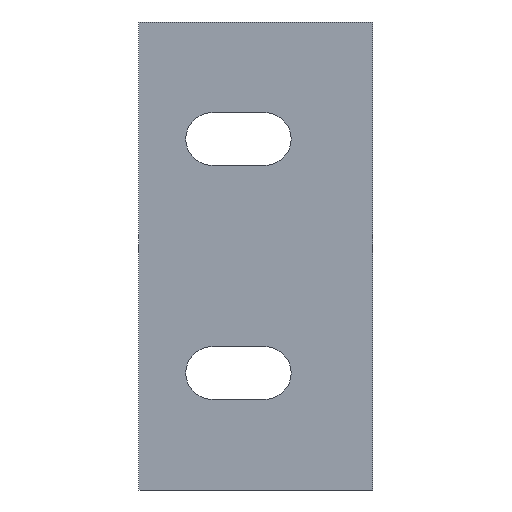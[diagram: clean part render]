
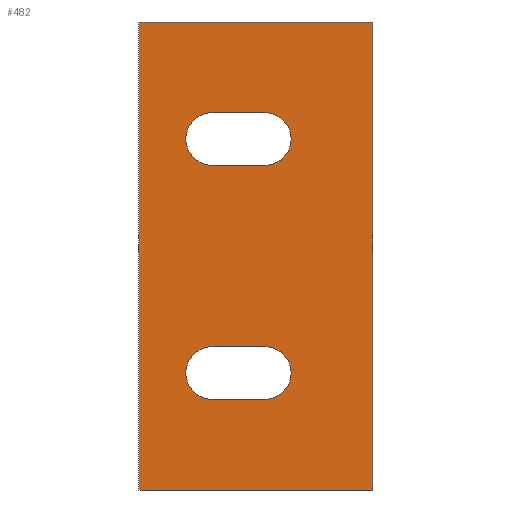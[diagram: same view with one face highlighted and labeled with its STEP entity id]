
A CAD part, front view. The second image highlights one B-rep face of the part: STEP entity #482.
In plain terms, the highlighted planar face has unit normal (0, -1, 0).
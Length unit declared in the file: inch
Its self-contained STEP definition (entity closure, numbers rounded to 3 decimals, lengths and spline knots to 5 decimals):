
#21=FACE_BOUND('',#91,.T.);
#22=FACE_BOUND('',#92,.T.);
#36=PLANE('',#544);
#60=FACE_OUTER_BOUND('',#90,.T.);
#90=EDGE_LOOP('',(#429,#430,#431,#432));
#91=EDGE_LOOP('',(#433,#434,#435,#436));
#92=EDGE_LOOP('',(#437,#438,#439,#440));
#114=LINE('',#741,#164);
#118=LINE('',#751,#168);
#122=LINE('',#765,#172);
#126=LINE('',#775,#176);
#130=LINE('',#784,#180);
#141=LINE('',#807,#191);
#143=LINE('',#810,#193);
#144=LINE('',#811,#194);
#164=VECTOR('',#608,0.35433);
#168=VECTOR('',#620,0.35433);
#172=VECTOR('',#632,0.35433);
#176=VECTOR('',#644,0.35433);
#180=VECTOR('',#650,3.14961);
#191=VECTOR('',#669,3.14961);
#193=VECTOR('',#673,1.5748);
#194=VECTOR('',#674,1.5748);
#204=CIRCLE('',#525,0.17717);
#206=CIRCLE('',#529,0.17717);
#208=CIRCLE('',#533,0.17717);
#210=CIRCLE('',#537,0.17717);
#229=VERTEX_POINT('',#732);
#230=VERTEX_POINT('',#734);
#232=VERTEX_POINT('',#740);
#234=VERTEX_POINT('',#746);
#237=VERTEX_POINT('',#756);
#238=VERTEX_POINT('',#758);
#240=VERTEX_POINT('',#764);
#242=VERTEX_POINT('',#770);
#243=VERTEX_POINT('',#777);
#246=VERTEX_POINT('',#782);
#253=VERTEX_POINT('',#804);
#254=VERTEX_POINT('',#806);
#281=EDGE_CURVE('',#230,#229,#204,.T.);
#284=EDGE_CURVE('',#232,#230,#114,.T.);
#287=EDGE_CURVE('',#234,#232,#206,.T.);
#290=EDGE_CURVE('',#229,#234,#118,.T.);
#293=EDGE_CURVE('',#238,#237,#208,.T.);
#296=EDGE_CURVE('',#240,#238,#122,.T.);
#299=EDGE_CURVE('',#242,#240,#210,.T.);
#302=EDGE_CURVE('',#237,#242,#126,.T.);
#306=EDGE_CURVE('',#246,#243,#130,.T.);
#317=EDGE_CURVE('',#254,#253,#141,.T.);
#319=EDGE_CURVE('',#253,#243,#143,.T.);
#320=EDGE_CURVE('',#246,#254,#144,.T.);
#429=ORIENTED_EDGE('',*,*,#319,.T.);
#430=ORIENTED_EDGE('',*,*,#306,.F.);
#431=ORIENTED_EDGE('',*,*,#320,.T.);
#432=ORIENTED_EDGE('',*,*,#317,.T.);
#433=ORIENTED_EDGE('',*,*,#287,.T.);
#434=ORIENTED_EDGE('',*,*,#284,.T.);
#435=ORIENTED_EDGE('',*,*,#281,.T.);
#436=ORIENTED_EDGE('',*,*,#290,.T.);
#437=ORIENTED_EDGE('',*,*,#299,.T.);
#438=ORIENTED_EDGE('',*,*,#296,.T.);
#439=ORIENTED_EDGE('',*,*,#293,.T.);
#440=ORIENTED_EDGE('',*,*,#302,.T.);
#482=ADVANCED_FACE('',(#60,#21,#22),#36,.T.);
#525=AXIS2_PLACEMENT_3D('',#735,#602,#603);
#529=AXIS2_PLACEMENT_3D('',#747,#614,#615);
#533=AXIS2_PLACEMENT_3D('',#759,#626,#627);
#537=AXIS2_PLACEMENT_3D('',#771,#638,#639);
#544=AXIS2_PLACEMENT_3D('',#809,#671,#672);
#602=DIRECTION('center_axis',(0.,1.,0.));
#603=DIRECTION('ref_axis',(-1.,0.,0.));
#608=DIRECTION('',(-1.,0.,0.));
#614=DIRECTION('center_axis',(0.,1.,0.));
#615=DIRECTION('ref_axis',(1.,0.,0.));
#620=DIRECTION('',(1.,0.,0.));
#626=DIRECTION('center_axis',(0.,1.,0.));
#627=DIRECTION('ref_axis',(1.,0.,0.));
#632=DIRECTION('',(1.,0.,0.));
#638=DIRECTION('center_axis',(0.,1.,0.));
#639=DIRECTION('ref_axis',(-1.,0.,0.));
#644=DIRECTION('',(-1.,0.,0.));
#650=DIRECTION('',(0.,0.,1.));
#669=DIRECTION('',(0.,0.,1.));
#671=DIRECTION('center_axis',(0.,-1.,0.));
#672=DIRECTION('ref_axis',(0.,0.,-1.));
#673=DIRECTION('',(-1.,0.,0.));
#674=DIRECTION('',(1.,0.,0.));
#732=CARTESIAN_POINT('',(0.49213,0.,0.96457));
#734=CARTESIAN_POINT('',(0.49213,0.,0.61024));
#735=CARTESIAN_POINT('Origin',(0.49213,0.,0.7874));
#740=CARTESIAN_POINT('',(0.84646,0.,0.61024));
#741=CARTESIAN_POINT('',(0.84646,0.,0.61024));
#746=CARTESIAN_POINT('',(0.84646,0.,0.96457));
#747=CARTESIAN_POINT('Origin',(0.84646,0.,0.7874));
#751=CARTESIAN_POINT('',(0.49213,0.,0.96457));
#756=CARTESIAN_POINT('',(0.84646,0.,2.18504));
#758=CARTESIAN_POINT('',(0.84646,0.,2.53937));
#759=CARTESIAN_POINT('Origin',(0.84646,0.,2.3622));
#764=CARTESIAN_POINT('',(0.49213,0.,2.53937));
#765=CARTESIAN_POINT('',(0.49213,0.,2.53937));
#770=CARTESIAN_POINT('',(0.49213,0.,2.18504));
#771=CARTESIAN_POINT('Origin',(0.49213,0.,2.3622));
#775=CARTESIAN_POINT('',(0.84646,0.,2.18504));
#777=CARTESIAN_POINT('',(0.,0.,3.14961));
#782=CARTESIAN_POINT('',(0.,0.,0.));
#784=CARTESIAN_POINT('',(0.,0.,0.));
#804=CARTESIAN_POINT('',(1.5748,0.,3.14961));
#806=CARTESIAN_POINT('',(1.5748,0.,0.));
#807=CARTESIAN_POINT('',(1.5748,0.,0.));
#809=CARTESIAN_POINT('Origin',(1.5748,0.,0.));
#810=CARTESIAN_POINT('',(1.5748,0.,3.14961));
#811=CARTESIAN_POINT('',(0.,0.,0.));
